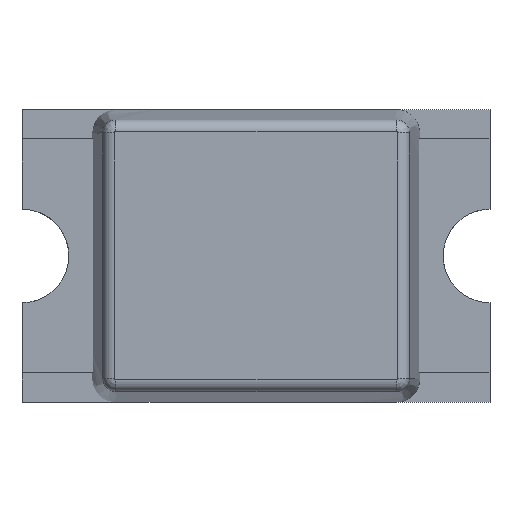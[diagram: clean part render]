
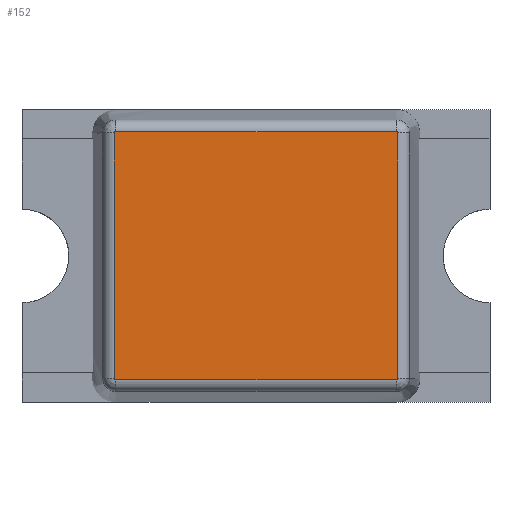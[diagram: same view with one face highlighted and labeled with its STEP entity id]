
A CAD part, top view. The second image highlights one B-rep face of the part: STEP entity #152.
In plain terms, the highlighted planar face has unit normal (0, 0, 1).
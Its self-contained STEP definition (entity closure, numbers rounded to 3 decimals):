
#152=ADVANCED_FACE('',(#266),#1709,.T.);
#266=FACE_OUTER_BOUND('',#380,.T.);
#380=EDGE_LOOP('',(#507,#508,#509,#510,#511,#512,#513,#514));
#507=ORIENTED_EDGE('',*,*,#1040,.F.);
#508=ORIENTED_EDGE('',*,*,#1031,.F.);
#509=ORIENTED_EDGE('',*,*,#1034,.F.);
#510=ORIENTED_EDGE('',*,*,#1048,.F.);
#511=ORIENTED_EDGE('',*,*,#1041,.F.);
#512=ORIENTED_EDGE('',*,*,#1047,.F.);
#513=ORIENTED_EDGE('',*,*,#1042,.F.);
#514=ORIENTED_EDGE('',*,*,#1052,.F.);
#1031=EDGE_CURVE('',#1535,#1534,#1301,.T.);
#1034=EDGE_CURVE('',#1538,#1535,#1304,.T.);
#1040=EDGE_CURVE('',#1534,#1542,#1310,.T.);
#1041=EDGE_CURVE('',#1544,#1543,#1311,.T.);
#1042=EDGE_CURVE('',#1546,#1545,#1312,.T.);
#1047=EDGE_CURVE('',#1545,#1544,#1317,.T.);
#1048=EDGE_CURVE('',#1543,#1538,#1318,.T.);
#1052=EDGE_CURVE('',#1542,#1546,#1322,.T.);
#1301=(
BOUNDED_CURVE()
B_SPLINE_CURVE(3,(#2212,#2213,#2214,#2215),.UNSPECIFIED.,.F.,.F.)
B_SPLINE_CURVE_WITH_KNOTS((4,4),(3.476,3.485),
 .UNSPECIFIED.)
CURVE()
GEOMETRIC_REPRESENTATION_ITEM()
RATIONAL_B_SPLINE_CURVE((1.,1.,1.,1.))
REPRESENTATION_ITEM('')
);
#1304=(
BOUNDED_CURVE()
B_SPLINE_CURVE(3,(#2222,#2223,#2224,#2225),.UNSPECIFIED.,.F.,.F.)
B_SPLINE_CURVE_WITH_KNOTS((4,4),(2.276,3.476),
 .UNSPECIFIED.)
CURVE()
GEOMETRIC_REPRESENTATION_ITEM()
RATIONAL_B_SPLINE_CURVE((1.,1.,1.,1.))
REPRESENTATION_ITEM('')
);
#1310=(
BOUNDED_CURVE()
B_SPLINE_CURVE(3,(#2249,#2250,#2251,#2252),.UNSPECIFIED.,.F.,.F.)
B_SPLINE_CURVE_WITH_KNOTS((4,4),(3.485,4.535),
 .UNSPECIFIED.)
CURVE()
GEOMETRIC_REPRESENTATION_ITEM()
RATIONAL_B_SPLINE_CURVE((1.,1.,1.,1.))
REPRESENTATION_ITEM('')
);
#1311=(
BOUNDED_CURVE()
B_SPLINE_CURVE(3,(#2253,#2254,#2255,#2256),.UNSPECIFIED.,.F.,.F.)
B_SPLINE_CURVE_WITH_KNOTS((4,4),(1.218,2.268),
 .UNSPECIFIED.)
CURVE()
GEOMETRIC_REPRESENTATION_ITEM()
RATIONAL_B_SPLINE_CURVE((1.,1.,1.,1.))
REPRESENTATION_ITEM('')
);
#1312=(
BOUNDED_CURVE()
B_SPLINE_CURVE(3,(#2257,#2258,#2259,#2260),.UNSPECIFIED.,.F.,.F.)
B_SPLINE_CURVE_WITH_KNOTS((4,4),(0.009,1.209),
 .UNSPECIFIED.)
CURVE()
GEOMETRIC_REPRESENTATION_ITEM()
RATIONAL_B_SPLINE_CURVE((1.,1.,1.,1.))
REPRESENTATION_ITEM('')
);
#1317=(
BOUNDED_CURVE()
B_SPLINE_CURVE(3,(#2277,#2278,#2279,#2280),.UNSPECIFIED.,.F.,.F.)
B_SPLINE_CURVE_WITH_KNOTS((4,4),(1.209,1.218),
 .UNSPECIFIED.)
CURVE()
GEOMETRIC_REPRESENTATION_ITEM()
RATIONAL_B_SPLINE_CURVE((1.,1.,1.,1.))
REPRESENTATION_ITEM('')
);
#1318=(
BOUNDED_CURVE()
B_SPLINE_CURVE(3,(#2281,#2282,#2283,#2284),.UNSPECIFIED.,.F.,.F.)
B_SPLINE_CURVE_WITH_KNOTS((4,4),(2.268,2.276),
 .UNSPECIFIED.)
CURVE()
GEOMETRIC_REPRESENTATION_ITEM()
RATIONAL_B_SPLINE_CURVE((1.,1.,1.,1.))
REPRESENTATION_ITEM('')
);
#1322=(
BOUNDED_CURVE()
B_SPLINE_CURVE(3,(#2294,#2295,#2296,#2297),.UNSPECIFIED.,.F.,.F.)
B_SPLINE_CURVE_WITH_KNOTS((4,4),(-3.485,-3.476),
 .UNSPECIFIED.)
CURVE()
GEOMETRIC_REPRESENTATION_ITEM()
RATIONAL_B_SPLINE_CURVE((1.,1.,1.,1.))
REPRESENTATION_ITEM('')
);
#1534=VERTEX_POINT('',#2190);
#1535=VERTEX_POINT('',#2191);
#1538=VERTEX_POINT('',#2194);
#1542=VERTEX_POINT('',#2198);
#1543=VERTEX_POINT('',#2199);
#1544=VERTEX_POINT('',#2200);
#1545=VERTEX_POINT('',#2201);
#1546=VERTEX_POINT('',#2202);
#1709=PLANE('',#1844);
#1844=AXIS2_PLACEMENT_3D('',#2114,#1955,$);
#1955=DIRECTION('',(0.,0.,1.));
#2114=CARTESIAN_POINT('',(-0.663,0.587,0.7));
#2190=CARTESIAN_POINT('',(0.606,0.525,0.7));
#2191=CARTESIAN_POINT('',(0.6,0.531,0.7));
#2194=CARTESIAN_POINT('',(-0.6,0.531,0.7));
#2198=CARTESIAN_POINT('',(0.606,-0.525,0.7));
#2199=CARTESIAN_POINT('',(-0.606,0.525,0.7));
#2200=CARTESIAN_POINT('',(-0.606,-0.525,0.7));
#2201=CARTESIAN_POINT('',(-0.6,-0.531,0.7));
#2202=CARTESIAN_POINT('',(0.6,-0.531,0.7));
#2212=CARTESIAN_POINT('',(0.6,0.531,0.7));
#2213=CARTESIAN_POINT('',(0.603,0.531,0.7));
#2214=CARTESIAN_POINT('',(0.606,0.528,0.7));
#2215=CARTESIAN_POINT('',(0.606,0.525,0.7));
#2222=CARTESIAN_POINT('',(-0.6,0.531,0.7));
#2223=CARTESIAN_POINT('',(-0.2,0.531,0.7));
#2224=CARTESIAN_POINT('',(0.2,0.531,0.7));
#2225=CARTESIAN_POINT('',(0.6,0.531,0.7));
#2249=CARTESIAN_POINT('',(0.606,0.525,0.7));
#2250=CARTESIAN_POINT('',(0.606,0.175,0.7));
#2251=CARTESIAN_POINT('',(0.606,-0.175,0.7));
#2252=CARTESIAN_POINT('',(0.606,-0.525,0.7));
#2253=CARTESIAN_POINT('',(-0.606,-0.525,0.7));
#2254=CARTESIAN_POINT('',(-0.606,-0.175,0.7));
#2255=CARTESIAN_POINT('',(-0.606,0.175,0.7));
#2256=CARTESIAN_POINT('',(-0.606,0.525,0.7));
#2257=CARTESIAN_POINT('',(0.6,-0.531,0.7));
#2258=CARTESIAN_POINT('',(0.2,-0.531,0.7));
#2259=CARTESIAN_POINT('',(-0.2,-0.531,0.7));
#2260=CARTESIAN_POINT('',(-0.6,-0.531,0.7));
#2277=CARTESIAN_POINT('',(-0.6,-0.531,0.7));
#2278=CARTESIAN_POINT('',(-0.603,-0.531,0.7));
#2279=CARTESIAN_POINT('',(-0.606,-0.528,0.7));
#2280=CARTESIAN_POINT('',(-0.606,-0.525,0.7));
#2281=CARTESIAN_POINT('',(-0.606,0.525,0.7));
#2282=CARTESIAN_POINT('',(-0.606,0.528,0.7));
#2283=CARTESIAN_POINT('',(-0.603,0.531,0.7));
#2284=CARTESIAN_POINT('',(-0.6,0.531,0.7));
#2294=CARTESIAN_POINT('',(0.606,-0.525,0.7));
#2295=CARTESIAN_POINT('',(0.606,-0.528,0.7));
#2296=CARTESIAN_POINT('',(0.603,-0.531,0.7));
#2297=CARTESIAN_POINT('',(0.6,-0.531,0.7));
